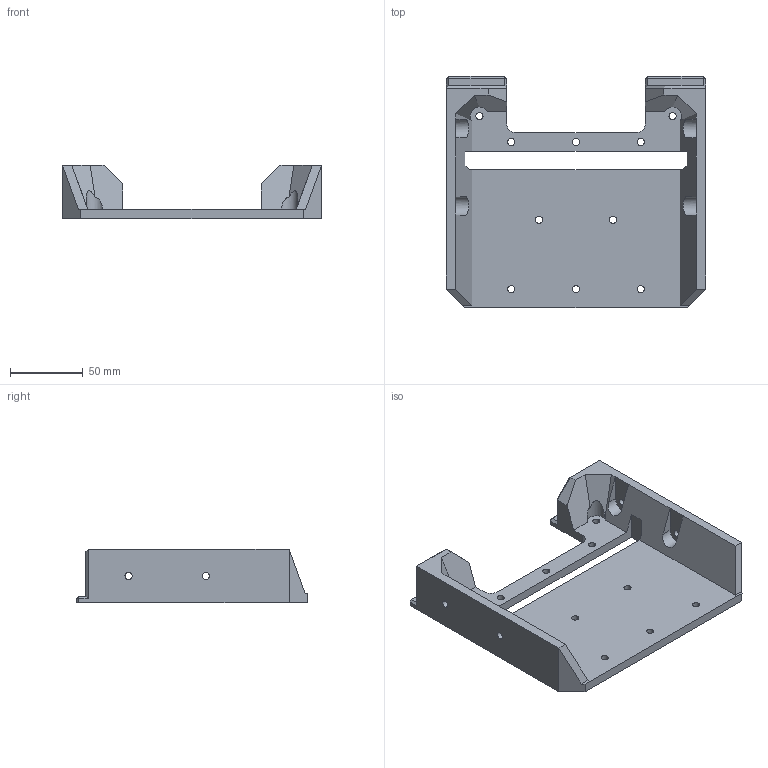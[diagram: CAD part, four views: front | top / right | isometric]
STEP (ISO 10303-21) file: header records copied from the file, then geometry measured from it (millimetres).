
FILE_DESCRIPTION (( 'STEP AP214' ), '1' );
FILE_NAME ('UIP Central Tie Bracket.STEP', '2021-02-06T23:44:21', ( '' ), ( '' ), 'SwSTEP 2.0', 'SolidWorks 2019', '' );
FILE_SCHEMA (( 'AUTOMOTIVE_DESIGN' ));
Length unit declared in the file: inch
Products named in the file (1): UIP Central Tie Bracket
Bounding box: 177.8 x 158.77 x 36.58 mm (x, y, z)
Volume: 258710.2 mm3; surface area: 72122.6 mm2
Topology: 1 solids, 1 shells, 106 faces, 283 edges, 178 vertices
Faces by surface type: plane 69, cylinder 37
Entity records: 3358 total; most frequent: CARTESIAN_POINT 601, ORIENTED_EDGE 566, DIRECTION 553, EDGE_CURVE 283, LINE 205, VECTOR 205, VERTEX_POINT 178, AXIS2_PLACEMENT_3D 174
